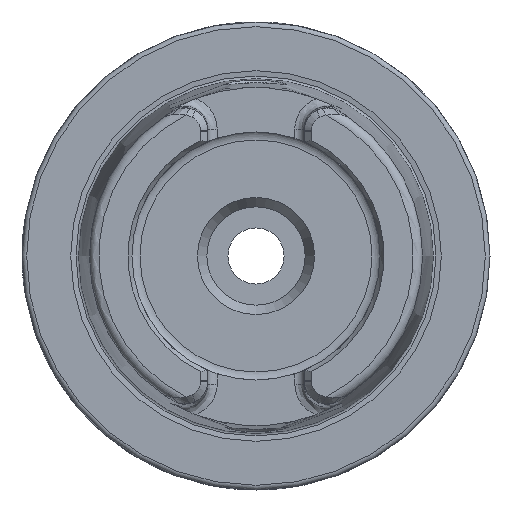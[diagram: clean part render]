
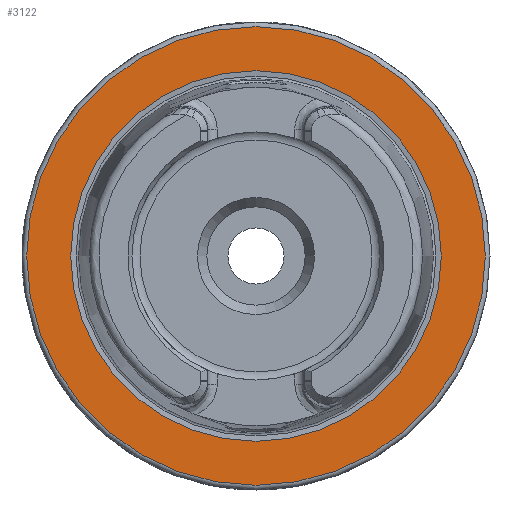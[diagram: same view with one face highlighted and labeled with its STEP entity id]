
A CAD part, left-side view. The second image highlights one B-rep face of the part: STEP entity #3122.
In plain terms, the highlighted planar face has unit normal (-1, 0, 0).
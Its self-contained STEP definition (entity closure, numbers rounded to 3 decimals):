
#116=FACE_BOUND('',#676,.T.);
#171=PLANE('',#3416);
#494=FACE_OUTER_BOUND('',#675,.T.);
#675=EDGE_LOOP('',(#2900,#2901));
#676=EDGE_LOOP('',(#2902,#2903));
#1156=CIRCLE('',#3414,39.587);
#1157=CIRCLE('',#3415,39.587);
#1158=CIRCLE('',#3417,49.);
#1159=CIRCLE('',#3418,49.);
#1481=VERTEX_POINT('',#8606);
#1482=VERTEX_POINT('',#8608);
#1483=VERTEX_POINT('',#8612);
#1484=VERTEX_POINT('',#8613);
#1958=EDGE_CURVE('',#1482,#1481,#1156,.T.);
#1959=EDGE_CURVE('',#1481,#1482,#1157,.T.);
#1960=EDGE_CURVE('',#1483,#1484,#1158,.T.);
#1961=EDGE_CURVE('',#1484,#1483,#1159,.T.);
#2900=ORIENTED_EDGE('',*,*,#1960,.F.);
#2901=ORIENTED_EDGE('',*,*,#1961,.F.);
#2902=ORIENTED_EDGE('',*,*,#1958,.T.);
#2903=ORIENTED_EDGE('',*,*,#1959,.T.);
#3122=ADVANCED_FACE('',(#494,#116),#171,.T.);
#3414=AXIS2_PLACEMENT_3D('',#8609,#4126,#4127);
#3415=AXIS2_PLACEMENT_3D('',#8610,#4128,#4129);
#3416=AXIS2_PLACEMENT_3D('',#8611,#4130,#4131);
#3417=AXIS2_PLACEMENT_3D('',#8614,#4132,#4133);
#3418=AXIS2_PLACEMENT_3D('',#8615,#4134,#4135);
#4126=DIRECTION('center_axis',(1.,0.,0.));
#4127=DIRECTION('ref_axis',(0.,0.,-1.));
#4128=DIRECTION('center_axis',(1.,0.,0.));
#4129=DIRECTION('ref_axis',(0.,0.,-1.));
#4130=DIRECTION('center_axis',(-1.,0.,0.));
#4131=DIRECTION('ref_axis',(0.,0.,1.));
#4132=DIRECTION('center_axis',(1.,0.,0.));
#4133=DIRECTION('ref_axis',(0.,0.,-1.));
#4134=DIRECTION('center_axis',(1.,0.,0.));
#4135=DIRECTION('ref_axis',(0.,0.,-1.));
#8606=CARTESIAN_POINT('',(0.,-39.587,0.));
#8608=CARTESIAN_POINT('',(0.,39.587,0.));
#8609=CARTESIAN_POINT('Origin',(0.,0.,0.));
#8610=CARTESIAN_POINT('Origin',(0.,0.,0.));
#8611=CARTESIAN_POINT('Origin',(0.,49.,
0.));
#8612=CARTESIAN_POINT('',(0.,49.,0.));
#8613=CARTESIAN_POINT('',(0.,0.,49.));
#8614=CARTESIAN_POINT('Origin',(0.,0.,0.));
#8615=CARTESIAN_POINT('Origin',(0.,0.,0.));
